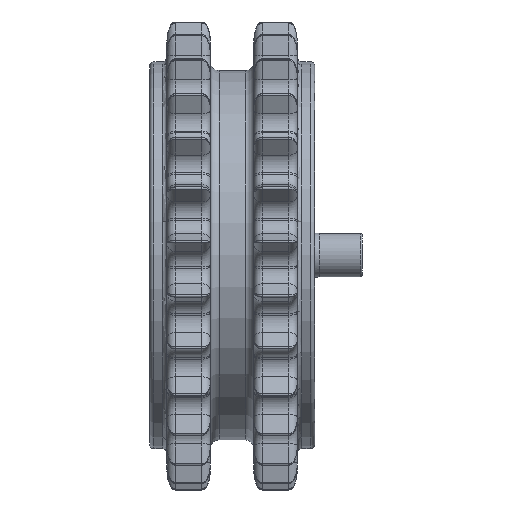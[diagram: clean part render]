
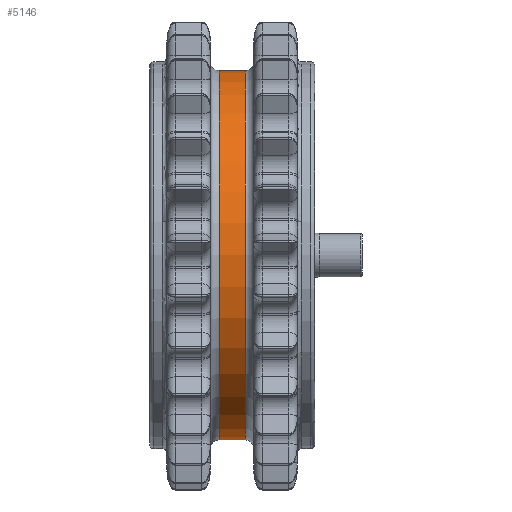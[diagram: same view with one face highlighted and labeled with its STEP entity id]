
A CAD part, left-side view. The second image highlights one B-rep face of the part: STEP entity #5146.
In plain terms, the highlighted cylindrical face has radius 42.5 mm (diameter 85 mm), a partial arc.
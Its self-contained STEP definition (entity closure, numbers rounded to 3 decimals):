
#840 = EDGE_CURVE ( 'NONE', #11804, #1963, #40788, .T. ) ;
#1963 = VERTEX_POINT ( 'NONE', #11355 ) ;
#2047 = AXIS2_PLACEMENT_3D ( 'NONE', #7478, #13999, #7277 ) ;
#2978 = ORIENTED_EDGE ( 'NONE', *, *, #25566, .T. ) ;
#3160 = CYLINDRICAL_SURFACE ( 'NONE', #6212, 42.5 ) ;
#5146 = ADVANCED_FACE ( 'NONE', ( #35416 ), #3160, .T. ) ;
#5990 = CARTESIAN_POINT ( 'NONE',  ( 0., 18., 42.5 ) ) ;
#6212 = AXIS2_PLACEMENT_3D ( 'NONE', #16012, #29485, #19568 ) ;
#7067 = VERTEX_POINT ( 'NONE', #7954 ) ;
#7277 = DIRECTION ( 'NONE',  ( 0., 0., 1. ) ) ;
#7478 = CARTESIAN_POINT ( 'NONE',  ( 0., 12., 0. ) ) ;
#7954 = CARTESIAN_POINT ( 'NONE',  ( 0., 12., -42.5 ) ) ;
#9811 = ORIENTED_EDGE ( 'NONE', *, *, #23528, .T. ) ;
#11275 = ORIENTED_EDGE ( 'NONE', *, *, #840, .T. ) ;
#11355 = CARTESIAN_POINT ( 'NONE',  ( 0., 18., -42.5 ) ) ;
#11804 = VERTEX_POINT ( 'NONE', #5990 ) ;
#13999 = DIRECTION ( 'NONE',  ( 0., 1., 0. ) ) ;
#16012 = CARTESIAN_POINT ( 'NONE',  ( 0., 20., 0. ) ) ;
#16143 = DIRECTION ( 'NONE',  ( 0., -1., 0. ) ) ;
#16254 = CARTESIAN_POINT ( 'NONE',  ( 0., 20., -42.5 ) ) ;
#19568 = DIRECTION ( 'NONE',  ( 0., 0., -1. ) ) ;
#22238 = CARTESIAN_POINT ( 'NONE',  ( 0., 20., 42.5 ) ) ;
#22772 = LINE ( 'NONE', #16254, #26533 ) ;
#23528 = EDGE_CURVE ( 'NONE', #1963, #7067, #22772, .T. ) ;
#25566 = EDGE_CURVE ( 'NONE', #7067, #39061, #38409, .T. ) ;
#25939 = DIRECTION ( 'NONE',  ( 0., -1., 0. ) ) ;
#26533 = VECTOR ( 'NONE', #25939, 1000. ) ;
#27480 = CARTESIAN_POINT ( 'NONE',  ( 0., 18., 0. ) ) ;
#28453 = EDGE_LOOP ( 'NONE', ( #29549, #11275, #9811, #2978 ) ) ;
#29485 = DIRECTION ( 'NONE',  ( 0., -1., 0. ) ) ;
#29549 = ORIENTED_EDGE ( 'NONE', *, *, #40131, .F. ) ;
#30655 = DIRECTION ( 'NONE',  ( 0., 0., 1. ) ) ;
#33362 = AXIS2_PLACEMENT_3D ( 'NONE', #27480, #37412, #30655 ) ;
#35416 = FACE_OUTER_BOUND ( 'NONE', #28453, .T. ) ;
#37412 = DIRECTION ( 'NONE',  ( 0., -1., 0. ) ) ;
#38078 = CARTESIAN_POINT ( 'NONE',  ( 0., 12., 42.5 ) ) ;
#38409 = CIRCLE ( 'NONE', #2047, 42.5 ) ;
#39061 = VERTEX_POINT ( 'NONE', #38078 ) ;
#40131 = EDGE_CURVE ( 'NONE', #11804, #39061, #41459, .T. ) ;
#40788 = CIRCLE ( 'NONE', #33362, 42.5 ) ;
#41459 = LINE ( 'NONE', #22238, #41553 ) ;
#41553 = VECTOR ( 'NONE', #16143, 1000. ) ;
